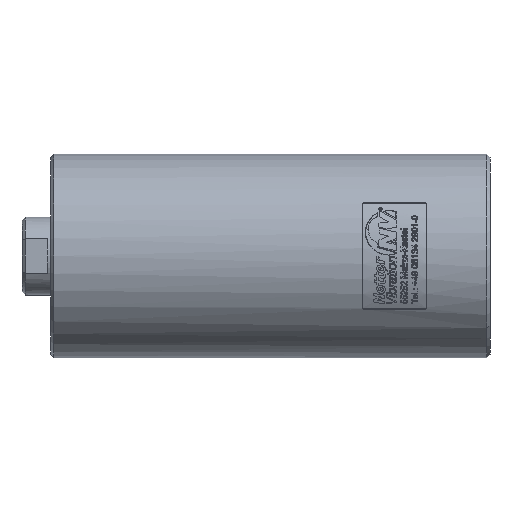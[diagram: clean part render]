
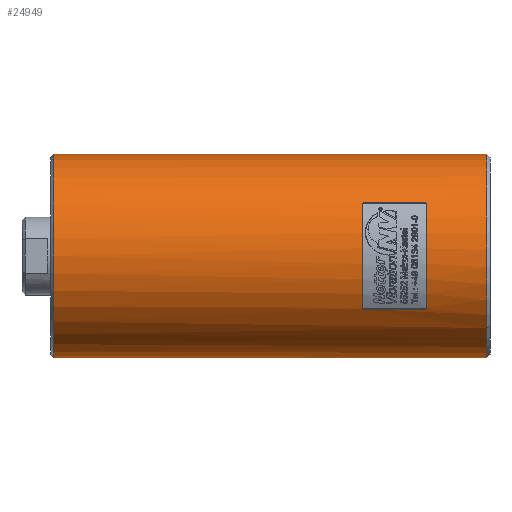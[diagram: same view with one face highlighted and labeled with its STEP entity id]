
A CAD part, front view. The second image highlights one B-rep face of the part: STEP entity #24949.
In plain terms, the highlighted cylindrical face has radius 32 mm (diameter 64 mm), a partial arc.
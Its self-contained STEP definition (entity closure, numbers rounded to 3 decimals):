
#331 = VERTEX_POINT ( 'NONE', #559 ) ;
#428 = DIRECTION ( 'NONE',  ( 0., 0.707, 0.707 ) ) ;
#559 = CARTESIAN_POINT ( 'NONE',  ( 19., 0., -32. ) ) ;
#645 = FACE_OUTER_BOUND ( 'NONE', #12819, .T. ) ;
#1023 = CARTESIAN_POINT ( 'NONE',  ( 19., -22.627, -22.627 ) ) ;
#1070 = CARTESIAN_POINT ( 'NONE',  ( -20., -27.59, -16.212 ) ) ;
#1351 = CARTESIAN_POINT ( 'NONE',  ( -117., 0., 32. ) ) ;
#1465 = DIRECTION ( 'NONE',  ( 1., 0., 0. ) ) ;
#1581 = LINE ( 'NONE', #11132, #9693 ) ;
#1724 = EDGE_CURVE ( 'NONE', #27448, #27289, #1581, .T. ) ;
#1737 = ORIENTED_EDGE ( 'NONE', *, *, #5504, .F. ) ;
#1814 = CARTESIAN_POINT ( 'NONE',  ( -117., 0., -32. ) ) ;
#1901 = CARTESIAN_POINT ( 'NONE',  ( 0., -27.59, -16.212 ) ) ;
#2484 = CARTESIAN_POINT ( 'NONE',  ( -19.946, -27.456, 16.436 ) ) ;
#2603 = EDGE_CURVE ( 'NONE', #15956, #19299, #11853, .T. ) ;
#3729 = EDGE_CURVE ( 'NONE', #12230, #331, #24671, .T. ) ;
#3913 = DIRECTION ( 'NONE',  ( 1., 0., 0. ) ) ;
#4165 = VECTOR ( 'NONE', #10218, 1000. ) ;
#4300 = ORIENTED_EDGE ( 'NONE', *, *, #2603, .F. ) ;
#4886 = DIRECTION ( 'NONE',  ( -1., 0., 0. ) ) ;
#5060 = CYLINDRICAL_SURFACE ( 'NONE', #23889, 32. ) ;
#5187 = B_SPLINE_CURVE_WITH_KNOTS ( 'NONE', 3,
 ( #1901, #17065, #21443, #6155, #14920, #23524 ),
 .UNSPECIFIED., .F., .F.,
 ( 4, 2, 4 ),
 ( 0., 0., 0.001 ),
 .UNSPECIFIED. ) ;
#5354 = CARTESIAN_POINT ( 'NONE',  ( -20., -27.523, -16.325 ) ) ;
#5390 = FACE_BOUND ( 'NONE', #11687, .T. ) ;
#5504 = EDGE_CURVE ( 'NONE', #8369, #15919, #12566, .T. ) ;
#5650 = CARTESIAN_POINT ( 'NONE',  ( -0.5, -27.333, 16.641 ) ) ;
#6155 = CARTESIAN_POINT ( 'NONE',  ( -0.238, -27.361, -16.594 ) ) ;
#6736 = AXIS2_PLACEMENT_3D ( 'NONE', #20538, #11890, #27133 ) ;
#6823 = CARTESIAN_POINT ( 'NONE',  ( -19.5, -27.333, 16.641 ) ) ;
#6902 = VERTEX_POINT ( 'NONE', #7811 ) ;
#6990 = ORIENTED_EDGE ( 'NONE', *, *, #20150, .T. ) ;
#7229 = DIRECTION ( 'NONE',  ( -1., 0., 0. ) ) ;
#7343 = AXIS2_PLACEMENT_3D ( 'NONE', #22171, #4886, #428 ) ;
#7412 = CARTESIAN_POINT ( 'NONE',  ( -0.054, -27.456, 16.437 ) ) ;
#7499 = CARTESIAN_POINT ( 'NONE',  ( 0., -27.59, 16.212 ) ) ;
#7595 = CARTESIAN_POINT ( 'NONE',  ( -19.632, -27.333, -16.641 ) ) ;
#7811 = CARTESIAN_POINT ( 'NONE',  ( 0., -27.59, -16.212 ) ) ;
#7859 = AXIS2_PLACEMENT_3D ( 'NONE', #17101, #3913, #23462 ) ;
#7958 = B_SPLINE_CURVE_WITH_KNOTS ( 'NONE', 3,
 ( #11149, #13290, #2484, #17563, #15500, #6823 ),
 .UNSPECIFIED., .F., .F.,
 ( 4, 2, 4 ),
 ( 0., 0., 0.001 ),
 .UNSPECIFIED. ) ;
#8369 = VERTEX_POINT ( 'NONE', #1351 ) ;
#8446 = VERTEX_POINT ( 'NONE', #25418 ) ;
#8643 = CIRCLE ( 'NONE', #7859, 32. ) ;
#8829 = CARTESIAN_POINT ( 'NONE',  ( -19.5, -27.333, 16.641 ) ) ;
#8941 = CIRCLE ( 'NONE', #23235, 32. ) ;
#9004 = EDGE_CURVE ( 'NONE', #27289, #18836, #15925, .T. ) ;
#9230 = VECTOR ( 'NONE', #25693, 1000. ) ;
#9289 = EDGE_CURVE ( 'NONE', #13313, #27448, #7958, .T. ) ;
#9518 = ORIENTED_EDGE ( 'NONE', *, *, #9004, .T. ) ;
#9563 = CARTESIAN_POINT ( 'NONE',  ( -0.239, -27.361, 16.594 ) ) ;
#9693 = VECTOR ( 'NONE', #22107, 1000. ) ;
#10218 = DIRECTION ( 'NONE',  ( 1., 0., 0. ) ) ;
#10548 = ORIENTED_EDGE ( 'NONE', *, *, #11806, .T. ) ;
#10602 = ORIENTED_EDGE ( 'NONE', *, *, #18848, .T. ) ;
#10728 = CARTESIAN_POINT ( 'NONE',  ( -20., 0., 0. ) ) ;
#11081 = CARTESIAN_POINT ( 'NONE',  ( -19.5, -27.333, -16.641 ) ) ;
#11132 = CARTESIAN_POINT ( 'NONE',  ( -20., -27.333, 16.641 ) ) ;
#11149 = CARTESIAN_POINT ( 'NONE',  ( -20., -27.59, 16.212 ) ) ;
#11200 = ORIENTED_EDGE ( 'NONE', *, *, #22332, .T. ) ;
#11687 = EDGE_LOOP ( 'NONE', ( #17586, #4300, #6990, #10602, #27102, #17202, #9518, #19554 ) ) ;
#11806 = EDGE_CURVE ( 'NONE', #331, #13365, #12340, .T. ) ;
#11853 = LINE ( 'NONE', #21085, #9230 ) ;
#11890 = DIRECTION ( 'NONE',  ( -1., 0., 0. ) ) ;
#12084 = EDGE_CURVE ( 'NONE', #8369, #12230, #8643, .T. ) ;
#12230 = VERTEX_POINT ( 'NONE', #1814 ) ;
#12340 = CIRCLE ( 'NONE', #7343, 32. ) ;
#12566 = LINE ( 'NONE', #25444, #4165 ) ;
#12819 = EDGE_LOOP ( 'NONE', ( #1737, #21652, #20171, #10548, #11200 ) ) ;
#12850 = CARTESIAN_POINT ( 'NONE',  ( 19., 0., 32. ) ) ;
#13290 = CARTESIAN_POINT ( 'NONE',  ( -20., -27.523, 16.325 ) ) ;
#13313 = VERTEX_POINT ( 'NONE', #26613 ) ;
#13365 = VERTEX_POINT ( 'NONE', #1023 ) ;
#13531 = DIRECTION ( 'NONE',  ( 0., 0.707, 0.707 ) ) ;
#13987 = CARTESIAN_POINT ( 'NONE',  ( -19.761, -27.361, -16.594 ) ) ;
#14483 = VECTOR ( 'NONE', #1465, 1000. ) ;
#14708 = CARTESIAN_POINT ( 'NONE',  ( -0.5, -27.333, -16.641 ) ) ;
#14920 = CARTESIAN_POINT ( 'NONE',  ( -0.368, -27.333, -16.641 ) ) ;
#15293 = DIRECTION ( 'NONE',  ( -1., 0., 0. ) ) ;
#15500 = CARTESIAN_POINT ( 'NONE',  ( -19.632, -27.333, 16.641 ) ) ;
#15919 = VERTEX_POINT ( 'NONE', #12850 ) ;
#15925 = B_SPLINE_CURVE_WITH_KNOTS ( 'NONE', 3,
 ( #22250, #26551, #9563, #7412, #20432, #7499 ),
 .UNSPECIFIED., .F., .F.,
 ( 4, 2, 4 ),
 ( 0., 0., 0.001 ),
 .UNSPECIFIED. ) ;
#15956 = VERTEX_POINT ( 'NONE', #11081 ) ;
#15998 = CARTESIAN_POINT ( 'NONE',  ( -19.5, -27.333, -16.641 ) ) ;
#16737 = EDGE_CURVE ( 'NONE', #6902, #19299, #5187, .T. ) ;
#17065 = CARTESIAN_POINT ( 'NONE',  ( 0., -27.523, -16.325 ) ) ;
#17101 = CARTESIAN_POINT ( 'NONE',  ( -117., 0., 0. ) ) ;
#17202 = ORIENTED_EDGE ( 'NONE', *, *, #1724, .T. ) ;
#17292 = EDGE_CURVE ( 'NONE', #6902, #18836, #19840, .T. ) ;
#17539 = CARTESIAN_POINT ( 'NONE',  ( 0., -27.59, 16.212 ) ) ;
#17563 = CARTESIAN_POINT ( 'NONE',  ( -19.762, -27.361, 16.594 ) ) ;
#17586 = ORIENTED_EDGE ( 'NONE', *, *, #16737, .T. ) ;
#18191 = AXIS2_PLACEMENT_3D ( 'NONE', #22350, #7229, #13531 ) ;
#18346 = B_SPLINE_CURVE_WITH_KNOTS ( 'NONE', 3,
 ( #15998, #7595, #13987, #20440, #5354, #1070 ),
 .UNSPECIFIED., .F., .F.,
 ( 4, 2, 4 ),
 ( 0., 0., 0.001 ),
 .UNSPECIFIED. ) ;
#18836 = VERTEX_POINT ( 'NONE', #17539 ) ;
#18848 = EDGE_CURVE ( 'NONE', #8446, #13313, #8941, .T. ) ;
#19299 = VERTEX_POINT ( 'NONE', #14708 ) ;
#19554 = ORIENTED_EDGE ( 'NONE', *, *, #17292, .F. ) ;
#19840 = CIRCLE ( 'NONE', #6736, 32. ) ;
#20150 = EDGE_CURVE ( 'NONE', #15956, #8446, #18346, .T. ) ;
#20171 = ORIENTED_EDGE ( 'NONE', *, *, #3729, .T. ) ;
#20432 = CARTESIAN_POINT ( 'NONE',  ( 0., -27.523, 16.325 ) ) ;
#20440 = CARTESIAN_POINT ( 'NONE',  ( -19.946, -27.456, -16.437 ) ) ;
#20538 = CARTESIAN_POINT ( 'NONE',  ( 0., 0., 0. ) ) ;
#21085 = CARTESIAN_POINT ( 'NONE',  ( -20., -27.333, -16.641 ) ) ;
#21443 = CARTESIAN_POINT ( 'NONE',  ( -0.054, -27.456, -16.436 ) ) ;
#21524 = CARTESIAN_POINT ( 'NONE',  ( 0., 0., -32. ) ) ;
#21652 = ORIENTED_EDGE ( 'NONE', *, *, #12084, .T. ) ;
#22107 = DIRECTION ( 'NONE',  ( 1., 0., 0. ) ) ;
#22171 = CARTESIAN_POINT ( 'NONE',  ( 19., 0., 0. ) ) ;
#22250 = CARTESIAN_POINT ( 'NONE',  ( -0.5, -27.333, 16.641 ) ) ;
#22332 = EDGE_CURVE ( 'NONE', #13365, #15919, #25387, .T. ) ;
#22350 = CARTESIAN_POINT ( 'NONE',  ( 19., 0., 0. ) ) ;
#23235 = AXIS2_PLACEMENT_3D ( 'NONE', #10728, #15293, #28043 ) ;
#23304 = CARTESIAN_POINT ( 'NONE',  ( 0., 0., 0. ) ) ;
#23462 = DIRECTION ( 'NONE',  ( 0., 0., 1. ) ) ;
#23524 = CARTESIAN_POINT ( 'NONE',  ( -0.5, -27.333, -16.641 ) ) ;
#23870 = DIRECTION ( 'NONE',  ( 0., 0., -1. ) ) ;
#23889 = AXIS2_PLACEMENT_3D ( 'NONE', #23304, #27619, #23870 ) ;
#24671 = LINE ( 'NONE', #21524, #14483 ) ;
#24949 = ADVANCED_FACE ( 'NONE', ( #645, #5390 ), #5060, .T. ) ;
#25387 = CIRCLE ( 'NONE', #18191, 32. ) ;
#25418 = CARTESIAN_POINT ( 'NONE',  ( -20., -27.59, -16.212 ) ) ;
#25444 = CARTESIAN_POINT ( 'NONE',  ( 0., 0., 32. ) ) ;
#25693 = DIRECTION ( 'NONE',  ( 1., 0., 0. ) ) ;
#26551 = CARTESIAN_POINT ( 'NONE',  ( -0.368, -27.333, 16.641 ) ) ;
#26613 = CARTESIAN_POINT ( 'NONE',  ( -20., -27.59, 16.212 ) ) ;
#27102 = ORIENTED_EDGE ( 'NONE', *, *, #9289, .T. ) ;
#27133 = DIRECTION ( 'NONE',  ( 0., -1., 0. ) ) ;
#27289 = VERTEX_POINT ( 'NONE', #5650 ) ;
#27448 = VERTEX_POINT ( 'NONE', #8829 ) ;
#27619 = DIRECTION ( 'NONE',  ( 1., 0., 0. ) ) ;
#28043 = DIRECTION ( 'NONE',  ( 0., -1., 0. ) ) ;
